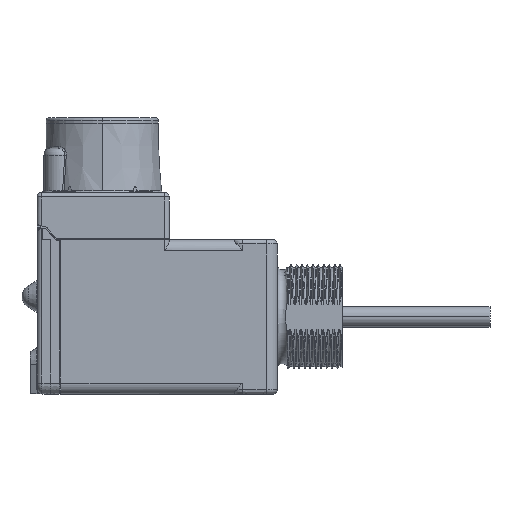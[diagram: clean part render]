
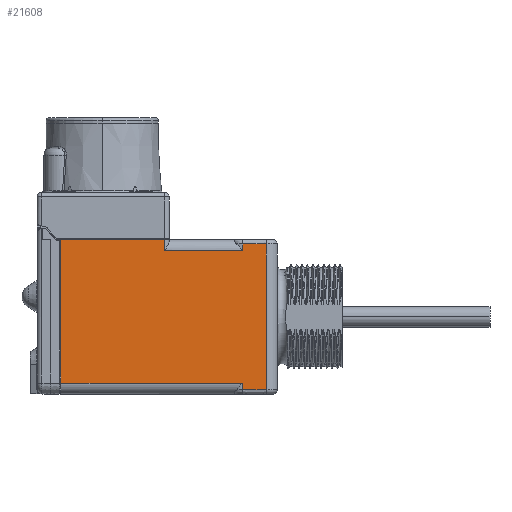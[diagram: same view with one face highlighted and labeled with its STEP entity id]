
A CAD part, left-side view. The second image highlights one B-rep face of the part: STEP entity #21608.
In plain terms, the highlighted planar face has unit normal (-1, 0, 0).
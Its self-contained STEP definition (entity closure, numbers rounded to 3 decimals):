
#238=DIRECTION('',(0.,1.,0.));
#239=VECTOR('',#238,29.84);
#240=CARTESIAN_POINT('',(-22.225,32.39,22.225));
#241=LINE('',#240,#239);
#4447=DIRECTION('',(0.,0.,1.));
#4448=VECTOR('',#4447,41.27);
#4449=CARTESIAN_POINT('',(-22.225,62.23,-19.045));
#4450=LINE('',#4449,#4448);
#4451=DIRECTION('',(0.,0.,1.));
#4452=VECTOR('',#4451,3.18);
#4453=CARTESIAN_POINT('',(-22.225,32.39,19.045));
#4454=LINE('',#4453,#4452);
#4455=DIRECTION('',(0.,0.,-1.));
#4456=VECTOR('',#4455,1.91);
#4457=CARTESIAN_POINT('',(-22.225,9.91,20.955));
#4458=LINE('',#4457,#4456);
#4459=CARTESIAN_POINT('',(-22.225,9.91,20.955));
#4460=CARTESIAN_POINT('',(-22.225,9.543,20.952));
#4461=CARTESIAN_POINT('',(-22.225,8.775,20.957));
#4462=CARTESIAN_POINT('',(-22.225,7.524,20.955));
#4463=CARTESIAN_POINT('',(-22.225,6.181,20.955));
#4464=CARTESIAN_POINT('',(-22.225,4.742,20.955));
#4465=CARTESIAN_POINT('',(-22.225,3.712,20.955));
#4466=CARTESIAN_POINT('',(-22.225,3.18,20.955));
#4468=DIRECTION('',(0.,0.,-1.));
#4469=VECTOR('',#4468,41.91);
#4470=CARTESIAN_POINT('',(-22.225,3.18,20.955));
#4471=LINE('',#4470,#4469);
#4472=CARTESIAN_POINT('',(-22.225,3.18,-20.955));
#4473=CARTESIAN_POINT('',(-22.225,3.631,-20.955));
#4474=CARTESIAN_POINT('',(-22.225,4.505,
-20.955));
#4475=CARTESIAN_POINT('',(-22.225,5.736,
-20.955));
#4476=CARTESIAN_POINT('',(-22.225,6.891,
-20.955));
#4477=CARTESIAN_POINT('',(-22.225,7.973,
-20.954));
#4478=CARTESIAN_POINT('',(-22.225,8.986,
-20.957));
#4479=CARTESIAN_POINT('',(-22.225,9.61,
-20.953));
#4480=CARTESIAN_POINT('',(-22.225,9.91,
-20.955));
#4482=DIRECTION('',(0.,0.,-1.));
#4483=VECTOR('',#4482,1.91);
#4484=CARTESIAN_POINT('',(-22.225,9.91,-19.045));
#4485=LINE('',#4484,#4483);
#4511=DIRECTION('',(0.,1.,0.));
#4512=VECTOR('',#4511,22.48);
#4513=CARTESIAN_POINT('',(-22.225,9.91,19.045));
#4514=LINE('',#4513,#4512);
#4738=DIRECTION('',(0.,-1.,0.));
#4739=VECTOR('',#4738,52.32);
#4740=CARTESIAN_POINT('',(-22.225,62.23,-19.045));
#4741=LINE('',#4740,#4739);
#4756=CARTESIAN_POINT('',(-22.225,9.91,-19.045));
#14848=CARTESIAN_POINT('',(-22.225,62.23,-19.045));
#14849=CARTESIAN_POINT('',(-22.225,62.23,22.225));
#14850=VERTEX_POINT('',#14848);
#14851=VERTEX_POINT('',#14849);
#14920=CARTESIAN_POINT('',(-22.225,3.18,20.955));
#14921=VERTEX_POINT('',#14920);
#14923=VERTEX_POINT('',#4459);
#14926=VERTEX_POINT('',#4472);
#14927=VERTEX_POINT('',#4480);
#14946=CARTESIAN_POINT('',(-22.225,9.91,19.045));
#14947=VERTEX_POINT('',#14946);
#14953=VERTEX_POINT('',#4756);
#14990=CARTESIAN_POINT('',(-22.225,32.39,22.225));
#14992=VERTEX_POINT('',#14990);
#14996=CARTESIAN_POINT('',(-22.225,32.39,19.045));
#14997=VERTEX_POINT('',#14996);
#21583=CARTESIAN_POINT('',(-22.225,0.,-22.225));
#21584=DIRECTION('',(-1.,0.,0.));
#21585=DIRECTION('',(0.,0.,1.));
#21586=AXIS2_PLACEMENT_3D('',#21583,#21584,#21585);
#21587=PLANE('',#21586);
#21588=ORIENTED_EDGE('',*,*,#16659,.T.);
#21589=ORIENTED_EDGE('',*,*,#16441,.F.);
#21591=ORIENTED_EDGE('',*,*,#21590,.F.);
#21593=ORIENTED_EDGE('',*,*,#21592,.F.);
#21595=ORIENTED_EDGE('',*,*,#21594,.F.);
#21597=ORIENTED_EDGE('',*,*,#21596,.T.);
#21599=ORIENTED_EDGE('',*,*,#21598,.T.);
#21601=ORIENTED_EDGE('',*,*,#21600,.T.);
#21603=ORIENTED_EDGE('',*,*,#21602,.F.);
#21605=ORIENTED_EDGE('',*,*,#21604,.F.);
#21606=EDGE_LOOP('',(#21588,#21589,#21591,#21593,#21595,#21597,#21599,#21601,
#21603,#21605));
#21607=FACE_OUTER_BOUND('',#21606,.F.);
#21608=ADVANCED_FACE('',(#21607),#21587,.T.);
#4467=B_SPLINE_CURVE_WITH_KNOTS('',3,(#4459,#4460,#4461,#4462,#4463,#4464,#4465,
#4466),.UNSPECIFIED.,.F.,.F.,(4,1,1,1,1,4),(0.,0.2,0.4,0.6,0.8,1.),
.UNSPECIFIED.);
#4481=B_SPLINE_CURVE_WITH_KNOTS('',3,(#4472,#4473,#4474,#4475,#4476,#4477,#4478,
#4479,#4480),.UNSPECIFIED.,.F.,.F.,(4,1,1,1,1,1,4),(0.,0.167,
0.333,0.5,0.667,0.833,1.),
.UNSPECIFIED.);
#16441=EDGE_CURVE('',#14992,#14851,#241,.T.);
#16659=EDGE_CURVE('',#14850,#14851,#4450,.T.);
#21590=EDGE_CURVE('',#14997,#14992,#4454,.T.);
#21592=EDGE_CURVE('',#14947,#14997,#4514,.T.);
#21594=EDGE_CURVE('',#14923,#14947,#4458,.T.);
#21596=EDGE_CURVE('',#14923,#14921,#4467,.T.);
#21598=EDGE_CURVE('',#14921,#14926,#4471,.T.);
#21600=EDGE_CURVE('',#14926,#14927,#4481,.T.);
#21602=EDGE_CURVE('',#14953,#14927,#4485,.T.);
#21604=EDGE_CURVE('',#14850,#14953,#4741,.T.);
